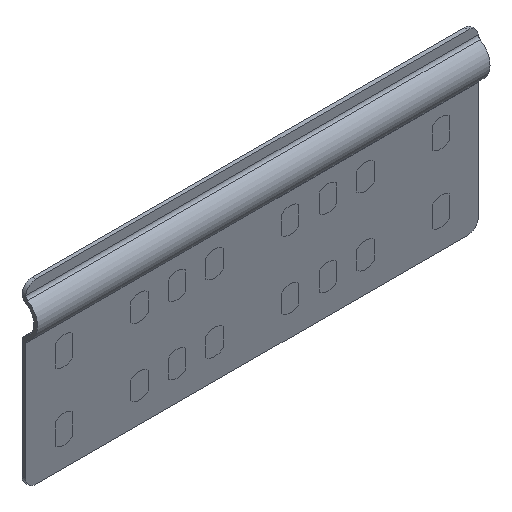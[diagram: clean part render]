
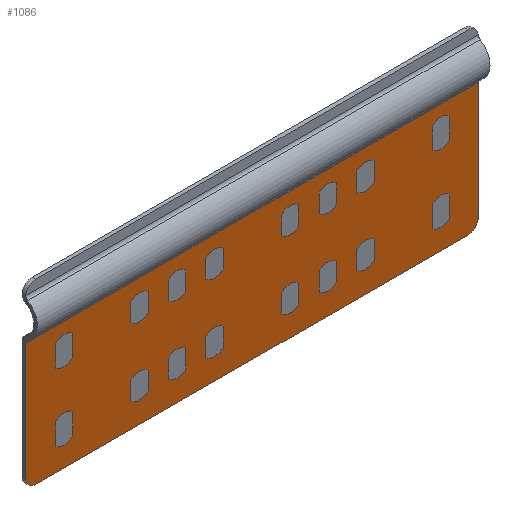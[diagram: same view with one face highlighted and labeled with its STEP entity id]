
A CAD part, isometric view. The second image highlights one B-rep face of the part: STEP entity #1086.
In plain terms, the highlighted planar face has unit normal (0, -1, 0).
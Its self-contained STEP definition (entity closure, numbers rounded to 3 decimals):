
#126=FACE_OUTER_BOUND('',#176,.T.);
#176=EDGE_LOOP('',(#822,#823,#824,#825,#826,#827));
#226=CIRCLE('',#1139,4.);
#227=CIRCLE('',#1140,4.);
#310=LINE('',#1634,#398);
#311=LINE('',#1636,#399);
#312=LINE('',#1640,#400);
#313=LINE('',#1643,#401);
#398=VECTOR('',#1276,1.);
#399=VECTOR('',#1277,1.);
#400=VECTOR('',#1280,1.);
#401=VECTOR('',#1283,1.);
#486=VERTEX_POINT('',#1632);
#487=VERTEX_POINT('',#1633);
#488=VERTEX_POINT('',#1635);
#489=VERTEX_POINT('',#1637);
#490=VERTEX_POINT('',#1639);
#491=VERTEX_POINT('',#1641);
#646=EDGE_CURVE('',#486,#487,#310,.T.);
#647=EDGE_CURVE('',#486,#488,#311,.T.);
#648=EDGE_CURVE('',#488,#489,#226,.T.);
#649=EDGE_CURVE('',#489,#490,#312,.T.);
#650=EDGE_CURVE('',#490,#491,#227,.F.);
#651=EDGE_CURVE('',#487,#491,#313,.T.);
#822=ORIENTED_EDGE('',*,*,#646,.F.);
#823=ORIENTED_EDGE('',*,*,#647,.T.);
#824=ORIENTED_EDGE('',*,*,#648,.T.);
#825=ORIENTED_EDGE('',*,*,#649,.T.);
#826=ORIENTED_EDGE('',*,*,#650,.T.);
#827=ORIENTED_EDGE('',*,*,#651,.F.);
#1046=PLANE('',#1138);
#1086=ADVANCED_FACE('',(#126),#1046,.T.);
#1138=AXIS2_PLACEMENT_3D('',#1631,#1274,#1275);
#1139=AXIS2_PLACEMENT_3D('',#1638,#1278,#1279);
#1140=AXIS2_PLACEMENT_3D('',#1642,#1281,#1282);
#1274=DIRECTION('center_axis',(0.,-1.,0.));
#1275=DIRECTION('ref_axis',(0.,0.,
-1.));
#1276=DIRECTION('',(1.,0.,0.));
#1277=DIRECTION('',(0.,0.,-1.));
#1278=DIRECTION('center_axis',(0.,-1.,0.));
#1279=DIRECTION('ref_axis',(0.,0.,1.));
#1280=DIRECTION('',(1.,0.,0.));
#1281=DIRECTION('center_axis',(0.,1.,0.));
#1282=DIRECTION('ref_axis',(0.,0.,-1.));
#1283=DIRECTION('',(0.,0.,-1.));
#1631=CARTESIAN_POINT('Origin',(0.197,0.207,48.554));
#1632=CARTESIAN_POINT('',(0.197,0.207,46.602));
#1633=CARTESIAN_POINT('',(180.197,0.207,46.602));
#1634=CARTESIAN_POINT('',(0.197,0.207,46.602));
#1635=CARTESIAN_POINT('',(0.197,0.207,0.));
#1636=CARTESIAN_POINT('',(0.197,0.207,23.301));
#1637=CARTESIAN_POINT('',(4.197,0.207,-4.));
#1638=CARTESIAN_POINT('Origin',(4.197,0.207,0.));
#1639=CARTESIAN_POINT('',(176.197,0.207,-4.));
#1640=CARTESIAN_POINT('',(90.197,0.207,-4.));
#1641=CARTESIAN_POINT('',(180.197,0.207,0.));
#1642=CARTESIAN_POINT('Origin',(176.197,0.207,0.));
#1643=CARTESIAN_POINT('',(180.197,0.207,23.301));
